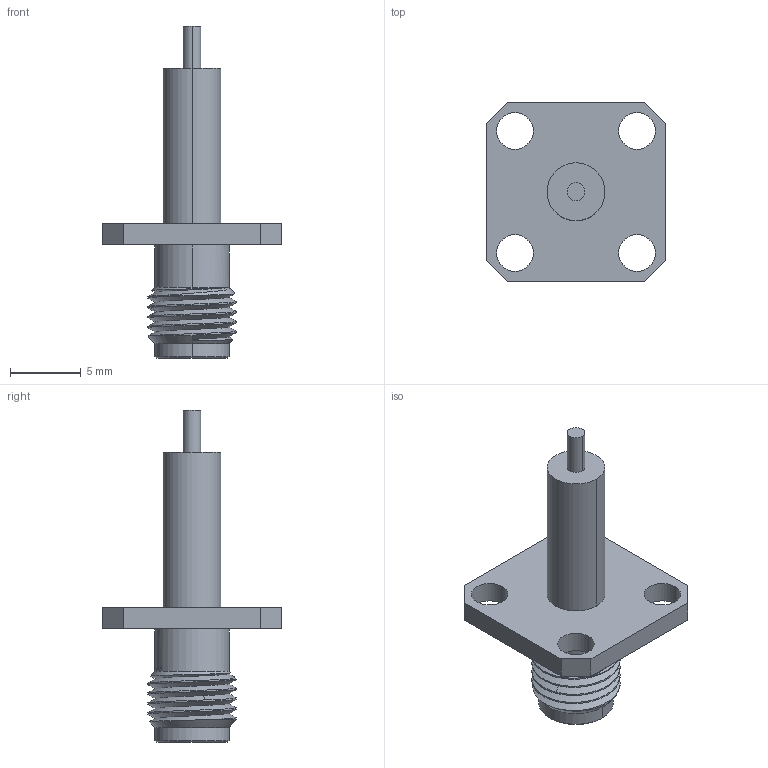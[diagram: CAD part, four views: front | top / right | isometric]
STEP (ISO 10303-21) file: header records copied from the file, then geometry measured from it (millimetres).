
FILE_DESCRIPTION((''),'2;1');
FILE_NAME('PRT0001','2021-08-15T',('1111'),(''),'PRO/ENGINEER BY PARAMETRIC TECHNOLOGY CORPORATION, 2012090','PRO/ENGINEER BY PARAMETRIC TECHNOLOGY CORPORATION, 2012090','');
FILE_SCHEMA(('CONFIG_CONTROL_DESIGN'));
Length unit declared in the file: millimetre
Products named in the file (1): PRT0001
Bounding box: 12.7 x 12.7 x 23.5 mm (x, y, z)
Volume: 504.3 mm3; surface area: 788.2 mm2
Topology: 1 solids, 1 shells, 68 faces, 170 edges, 110 vertices
Faces by surface type: cylinder 32, plane 24, cone 8, bspline 4
Entity records: 3184 total; most frequent: CARTESIAN_POINT 1521, ORIENTED_EDGE 340, DIRECTION 325, EDGE_CURVE 170, AXIS2_PLACEMENT_3D 123, VERTEX_POINT 110, EDGE_LOOP 82, VECTOR 79
